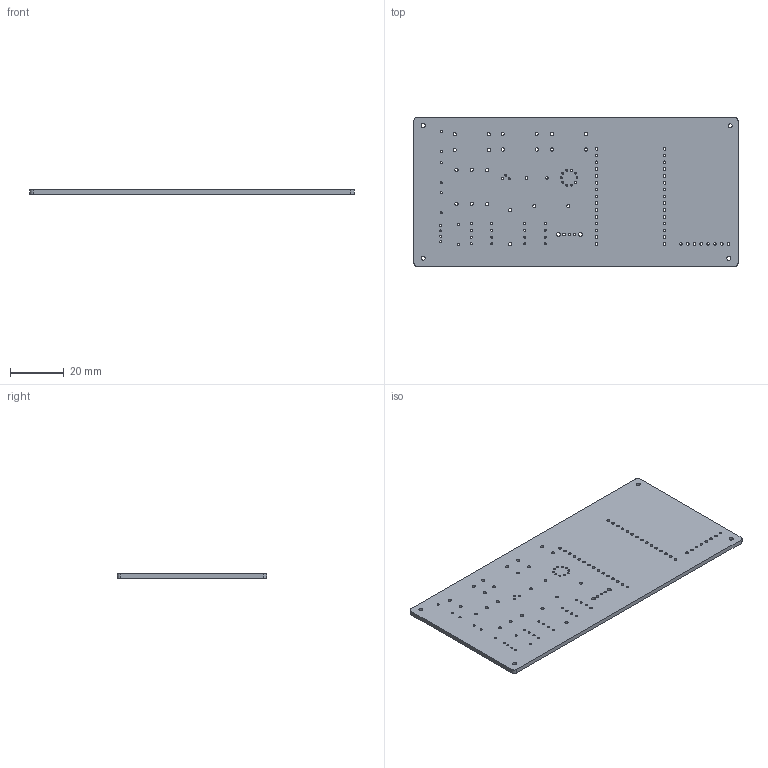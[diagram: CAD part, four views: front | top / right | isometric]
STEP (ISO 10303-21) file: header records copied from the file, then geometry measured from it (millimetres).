
FILE_DESCRIPTION(('KiCad electronic assembly'),'2;1');
FILE_NAME('SHIELD_GAS.step','2021-12-31T03:17:14',('Pcbnew'),('Kicad'), 'Open CASCADE STEP processor 7.5','KiCad to STEP converter','Unknown' );
FILE_SCHEMA(('AUTOMOTIVE_DESIGN { 1 0 10303 214 1 1 1 1 }'));
Length unit declared in the file: millimetre
Products named in the file (2): SHIELD_GAS 1; SHIELD_GAS PCB
Assembly tree (1 placements, depth 2):
  SHIELD_GAS 1
    SHIELD_GAS PCB
Bounding box: 121.04 x 55.76 x 1.6 mm (x, y, z)
Volume: 10651.4 mm3; surface area: 14433.2 mm2
Topology: 1 solids, 1 shells, 122 faces, 360 edges, 240 vertices
Faces by surface type: cylinder 116, plane 6
Full cylindrical faces by diameter (mm): 0.7 x10, 0.75 x7, 0.8 x24, 0.9 x3, 1 x10, 1.04 x30, 1.2 x22, 1.5 x6
Entity records: 9391 total; most frequent: DIRECTION 1560, CARTESIAN_POINT 1444, ORIENTED_EDGE 720, PCURVE 720, DEFINITIONAL_REPRESENTATION 720, LINE 616, VECTOR 616, CIRCLE 464
